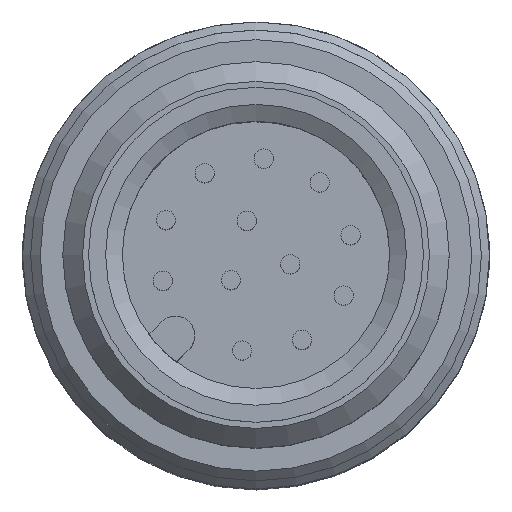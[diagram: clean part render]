
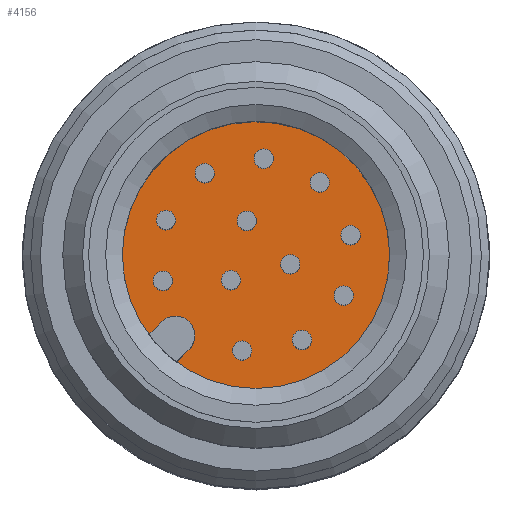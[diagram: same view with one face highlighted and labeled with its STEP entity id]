
A CAD part, top view. The second image highlights one B-rep face of the part: STEP entity #4156.
In plain terms, the highlighted planar face has unit normal (0, 0, 1).
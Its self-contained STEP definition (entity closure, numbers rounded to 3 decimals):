
#112=PLANE('',#4481);
#155=CIRCLE('',#4193,4.15);
#298=CIRCLE('',#4482,0.3);
#299=CIRCLE('',#4483,0.3);
#300=CIRCLE('',#4484,0.3);
#301=CIRCLE('',#4485,0.3);
#302=CIRCLE('',#4486,0.3);
#303=CIRCLE('',#4487,0.3);
#304=CIRCLE('',#4488,0.3);
#305=CIRCLE('',#4489,0.3);
#306=CIRCLE('',#4490,0.3);
#307=CIRCLE('',#4491,0.3);
#308=CIRCLE('',#4492,0.3);
#309=CIRCLE('',#4493,0.3);
#310=CIRCLE('',#4494,0.6);
#1068=ORIENTED_EDGE('',*,*,#1510,.T.);
#1069=ORIENTED_EDGE('',*,*,#1511,.T.);
#1070=ORIENTED_EDGE('',*,*,#1512,.F.);
#1071=ORIENTED_EDGE('',*,*,#1513,.F.);
#1072=ORIENTED_EDGE('',*,*,#1514,.F.);
#1073=ORIENTED_EDGE('',*,*,#1515,.F.);
#1074=ORIENTED_EDGE('',*,*,#1516,.F.);
#1075=ORIENTED_EDGE('',*,*,#1517,.F.);
#1076=ORIENTED_EDGE('',*,*,#1518,.F.);
#1077=ORIENTED_EDGE('',*,*,#1519,.F.);
#1078=ORIENTED_EDGE('',*,*,#1520,.F.);
#1079=ORIENTED_EDGE('',*,*,#1521,.F.);
#1080=ORIENTED_EDGE('',*,*,#1137,.F.);
#1081=ORIENTED_EDGE('',*,*,#1522,.F.);
#1082=ORIENTED_EDGE('',*,*,#1523,.F.);
#1083=ORIENTED_EDGE('',*,*,#1524,.T.);
#1137=EDGE_CURVE('',#1543,#1544,#155,.T.);
#1510=EDGE_CURVE('',#1802,#1802,#298,.F.);
#1511=EDGE_CURVE('',#1803,#1803,#299,.F.);
#1512=EDGE_CURVE('',#1804,#1804,#300,.T.);
#1513=EDGE_CURVE('',#1805,#1805,#301,.T.);
#1514=EDGE_CURVE('',#1806,#1806,#302,.T.);
#1515=EDGE_CURVE('',#1807,#1807,#303,.T.);
#1516=EDGE_CURVE('',#1808,#1808,#304,.T.);
#1517=EDGE_CURVE('',#1809,#1809,#305,.T.);
#1518=EDGE_CURVE('',#1810,#1810,#306,.T.);
#1519=EDGE_CURVE('',#1811,#1811,#307,.T.);
#1520=EDGE_CURVE('',#1812,#1812,#308,.T.);
#1521=EDGE_CURVE('',#1813,#1813,#309,.T.);
#1522=EDGE_CURVE('',#1814,#1543,#2048,.T.);
#1523=EDGE_CURVE('',#1815,#1814,#310,.T.);
#1524=EDGE_CURVE('',#1815,#1544,#2049,.T.);
#1543=VERTEX_POINT('',#5457);
#1544=VERTEX_POINT('',#5459);
#1802=VERTEX_POINT('',#6271);
#1803=VERTEX_POINT('',#6273);
#1804=VERTEX_POINT('',#6275);
#1805=VERTEX_POINT('',#6277);
#1806=VERTEX_POINT('',#6279);
#1807=VERTEX_POINT('',#6281);
#1808=VERTEX_POINT('',#6283);
#1809=VERTEX_POINT('',#6285);
#1810=VERTEX_POINT('',#6287);
#1811=VERTEX_POINT('',#6289);
#1812=VERTEX_POINT('',#6291);
#1813=VERTEX_POINT('',#6293);
#1814=VERTEX_POINT('',#6295);
#1815=VERTEX_POINT('',#6297);
#2048=LINE('',#6294,#2272);
#2049=LINE('',#6298,#2273);
#2272=VECTOR('',#5361,1000.);
#2273=VECTOR('',#5364,1000.);
#2453=EDGE_LOOP('',(#1068));
#2454=EDGE_LOOP('',(#1069));
#2455=EDGE_LOOP('',(#1070));
#2456=EDGE_LOOP('',(#1071));
#2457=EDGE_LOOP('',(#1072));
#2458=EDGE_LOOP('',(#1073));
#2459=EDGE_LOOP('',(#1074));
#2460=EDGE_LOOP('',(#1075));
#2461=EDGE_LOOP('',(#1076));
#2462=EDGE_LOOP('',(#1077));
#2463=EDGE_LOOP('',(#1078));
#2464=EDGE_LOOP('',(#1079));
#2465=EDGE_LOOP('',(#1080,#1081,#1082,#1083));
#2681=FACE_BOUND('',#2453,.T.);
#2682=FACE_BOUND('',#2454,.T.);
#2683=FACE_BOUND('',#2455,.T.);
#2684=FACE_BOUND('',#2456,.T.);
#2685=FACE_BOUND('',#2457,.T.);
#2686=FACE_BOUND('',#2458,.T.);
#2687=FACE_BOUND('',#2459,.T.);
#2688=FACE_BOUND('',#2460,.T.);
#2689=FACE_BOUND('',#2461,.T.);
#2690=FACE_BOUND('',#2462,.T.);
#2691=FACE_BOUND('',#2463,.T.);
#2692=FACE_BOUND('',#2464,.T.);
#2693=FACE_BOUND('',#2465,.T.);
#4156=ADVANCED_FACE('',(#2681,#2682,#2683,#2684,#2685,#2686,#2687,#2688,
#2689,#2690,#2691,#2692,#2693),#112,.T.);
#4193=AXIS2_PLACEMENT_3D('',#5458,#4542,#4543);
#4481=AXIS2_PLACEMENT_3D('',#6269,#5335,#5336);
#4482=AXIS2_PLACEMENT_3D('',#6270,#5337,#5338);
#4483=AXIS2_PLACEMENT_3D('',#6272,#5339,#5340);
#4484=AXIS2_PLACEMENT_3D('',#6274,#5341,#5342);
#4485=AXIS2_PLACEMENT_3D('',#6276,#5343,#5344);
#4486=AXIS2_PLACEMENT_3D('',#6278,#5345,#5346);
#4487=AXIS2_PLACEMENT_3D('',#6280,#5347,#5348);
#4488=AXIS2_PLACEMENT_3D('',#6282,#5349,#5350);
#4489=AXIS2_PLACEMENT_3D('',#6284,#5351,#5352);
#4490=AXIS2_PLACEMENT_3D('',#6286,#5353,#5354);
#4491=AXIS2_PLACEMENT_3D('',#6288,#5355,#5356);
#4492=AXIS2_PLACEMENT_3D('',#6290,#5357,#5358);
#4493=AXIS2_PLACEMENT_3D('',#6292,#5359,#5360);
#4494=AXIS2_PLACEMENT_3D('',#6296,#5362,#5363);
#4542=DIRECTION('',(0.,0.,-1.));
#4543=DIRECTION('',(-1.,0.,0.));
#5335=DIRECTION('',(0.,0.,1.));
#5336=DIRECTION('',(1.,0.,0.));
#5337=DIRECTION('',(0.,0.,1.));
#5338=DIRECTION('',(1.,0.,0.));
#5339=DIRECTION('',(0.,0.,1.));
#5340=DIRECTION('',(1.,0.,0.));
#5341=DIRECTION('',(0.,0.,1.));
#5342=DIRECTION('',(1.,0.,0.));
#5343=DIRECTION('',(0.,0.,1.));
#5344=DIRECTION('',(1.,0.,0.));
#5345=DIRECTION('',(0.,0.,1.));
#5346=DIRECTION('',(1.,0.,0.));
#5347=DIRECTION('',(0.,0.,1.));
#5348=DIRECTION('',(1.,0.,0.));
#5349=DIRECTION('',(0.,0.,1.));
#5350=DIRECTION('',(1.,0.,0.));
#5351=DIRECTION('',(0.,0.,1.));
#5352=DIRECTION('',(1.,0.,0.));
#5353=DIRECTION('',(0.,0.,1.));
#5354=DIRECTION('',(1.,0.,0.));
#5355=DIRECTION('',(0.,0.,1.));
#5356=DIRECTION('',(1.,0.,0.));
#5357=DIRECTION('',(0.,0.,1.));
#5358=DIRECTION('',(1.,0.,0.));
#5359=DIRECTION('',(0.,0.,1.));
#5360=DIRECTION('',(1.,0.,0.));
#5361=DIRECTION('',(-0.707,-0.707,0.));
#5362=DIRECTION('',(0.,0.,1.));
#5363=DIRECTION('',(1.,0.,0.));
#5364=DIRECTION('',(-0.707,-0.707,0.));
#5457=CARTESIAN_POINT('',(-3.328,-2.479,-8.9));
#5458=CARTESIAN_POINT('',(0.,0.,-8.9));
#5459=CARTESIAN_POINT('',(-2.479,-3.328,-8.9));
#6269=CARTESIAN_POINT('',(0.,4.15,-8.9));
#6270=CARTESIAN_POINT('',(-0.285,1.063,-8.9));
#6271=CARTESIAN_POINT('',(0.015,1.063,-8.9));
#6272=CARTESIAN_POINT('',(0.245,2.99,-8.9));
#6273=CARTESIAN_POINT('',(0.545,2.99,-8.9));
#6274=CARTESIAN_POINT('',(1.063,-0.285,-8.9));
#6275=CARTESIAN_POINT('',(1.363,-0.285,-8.9));
#6276=CARTESIAN_POINT('',(-0.778,-0.778,-8.9));
#6277=CARTESIAN_POINT('',(-0.478,-0.778,-8.9));
#6278=CARTESIAN_POINT('',(-0.433,-2.969,-8.9));
#6279=CARTESIAN_POINT('',(-0.133,-2.969,-8.9));
#6280=CARTESIAN_POINT('',(1.428,-2.638,-8.9));
#6281=CARTESIAN_POINT('',(1.728,-2.638,-8.9));
#6282=CARTESIAN_POINT('',(2.722,-1.261,-8.9));
#6283=CARTESIAN_POINT('',(3.022,-1.261,-8.9));
#6284=CARTESIAN_POINT('',(2.936,0.617,-8.9));
#6285=CARTESIAN_POINT('',(3.236,0.617,-8.9));
#6286=CARTESIAN_POINT('',(1.984,2.25,-8.9));
#6287=CARTESIAN_POINT('',(2.284,2.25,-8.9));
#6288=CARTESIAN_POINT('',(-1.592,2.543,-8.9));
#6289=CARTESIAN_POINT('',(-1.292,2.543,-8.9));
#6290=CARTESIAN_POINT('',(-2.796,1.087,-8.9));
#6291=CARTESIAN_POINT('',(-2.496,1.087,-8.9));
#6292=CARTESIAN_POINT('',(-2.891,-0.801,-8.9));
#6293=CARTESIAN_POINT('',(-2.591,-0.801,-8.9));
#6294=CARTESIAN_POINT('',(-2.927,-2.079,-8.9));
#6295=CARTESIAN_POINT('',(-2.927,-2.079,-8.9));
#6296=CARTESIAN_POINT('',(-2.503,-2.503,-8.9));
#6297=CARTESIAN_POINT('',(-2.079,-2.927,-8.9));
#6298=CARTESIAN_POINT('',(2.499,1.651,-8.9));
